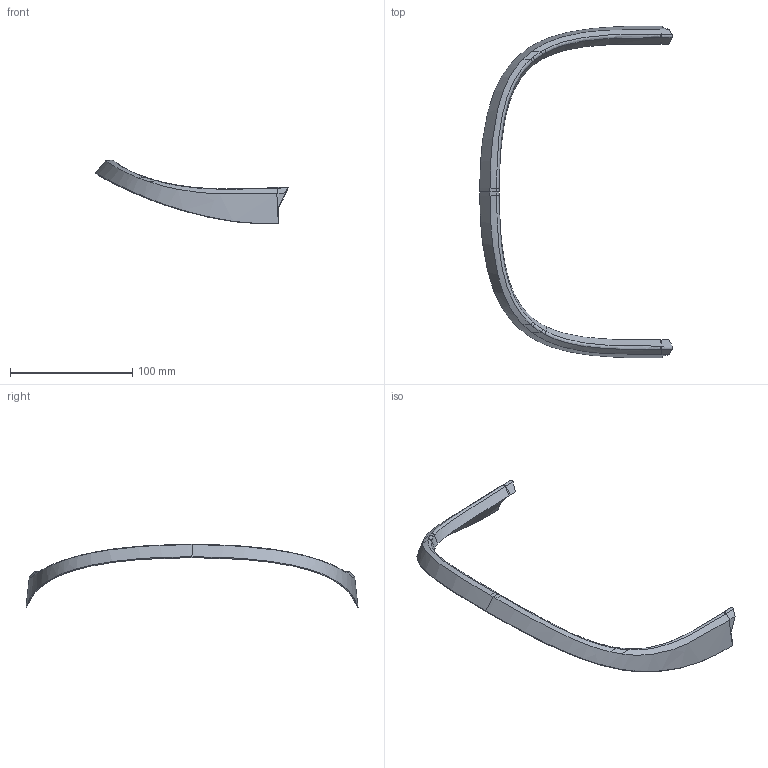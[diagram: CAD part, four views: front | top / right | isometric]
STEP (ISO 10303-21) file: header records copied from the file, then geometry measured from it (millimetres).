
FILE_DESCRIPTION(('CATIA V5 STEP','CAx-IF Rec.Pracs.--- Model Styling and Organization---1.5--- 2016-08-15','CAx-IF Rec.Pracs.---Supplemental Geometry---1.0---2011-11-01','CAx-IF Rec.Pracs.--- Composite Materials ---3.4---2017-06-13','CAx-IF Rec.Pracs.---External References---2.1---2005-01-19','CAx-IF Rec.Pracs.---Tessellated 3D Geometry---1.0---2015-12-17'),'2;1');
FILE_NAME('F96_Canopy_Support_PLA.stp','2023-07-22T22:33:15+00:00',('none'),('none'),'CATIA Version 5-6 Release 2020 SP6','CATIA V5 STEP AP242 v2','none');
FILE_SCHEMA(('AP242_MANAGED_MODEL_BASED_3D_ENGINEERING_MIM_LF {1 0 10303 442 1 1 4}'));
Length unit declared in the file: millimetre
Products named in the file (1): F96_Canopy_Support_PLA
Bounding box: 157.53 x 271.35 x 51.78 mm (x, y, z)
Volume: 58928.1 mm3; surface area: 24459 mm2
Topology: 1 solids, 1 shells, 76 faces, 178 edges, 104 vertices
Faces by surface type: bspline 68, plane 8
Entity records: 6467 total; most frequent: CARTESIAN_POINT 5287, ORIENTED_EDGE 356, EDGE_CURVE 178, B_SPLINE_CURVE_WITH_KNOTS 174, VERTEX_POINT 104, EDGE_LOOP 76, ADVANCED_FACE 76, FACE_OUTER_BOUND 76
